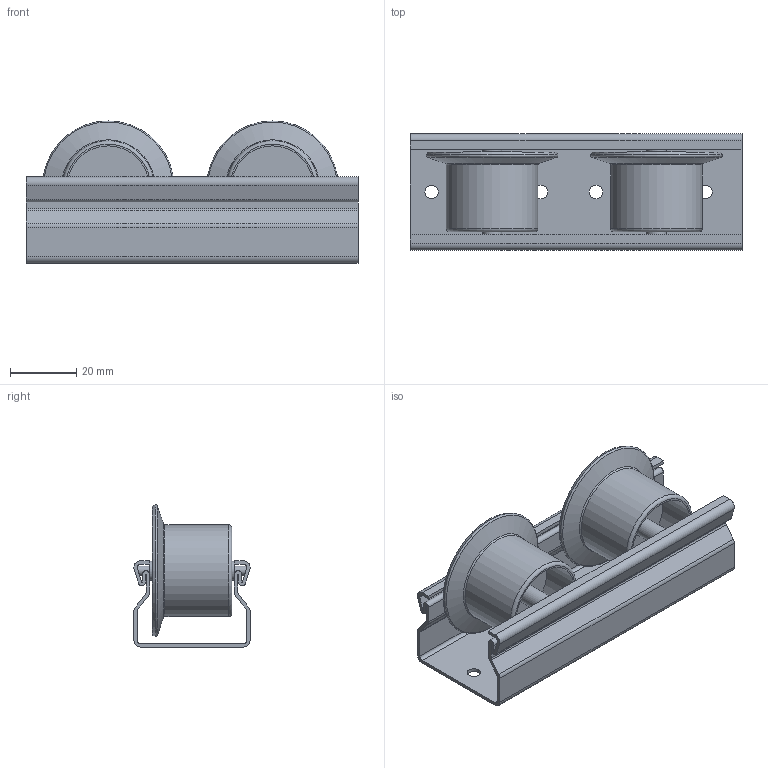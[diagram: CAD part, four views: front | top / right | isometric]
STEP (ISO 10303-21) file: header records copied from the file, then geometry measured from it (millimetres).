
FILE_DESCRIPTION(/* description */ (''),/* implementation_level */ '2;1');
FILE_NAME(/* name */ '700470ESD.stp',/* time_stamp */ '2014-03-15T11:39:23+01:00',/* author */ ('jank'),/* organization */ ('Alutec K&K'),/* preprocessor_version */ 'ST-DEVELOPER v15.2',/* originating_system */ 'Autodesk Inventor 2014',/* authorisation */ '');
FILE_SCHEMA (('AUTOMOTIVE_DESIGN { 1 0 10303 214 3 1 1 }'));
Length unit declared in the file: millimetre
Products named in the file (1): 700470ESD
Bounding box: 100 x 35 x 42.82 mm (x, y, z)
Volume: 20344 mm3; surface area: 36094.3 mm2
Topology: 3 solids, 3 shells, 121 faces, 343 edges, 226 vertices
Faces by surface type: cylinder 61, plane 44, cone 10, torus 6
Full cylindrical faces by diameter (mm): 2.8 x2, 3.2 x2, 4 x6, 5.8 x4, 24.6 x4, 27.6 x2
Entity records: 4313 total; most frequent: CARTESIAN_POINT 1096, DIRECTION 633, ORIENTED_EDGE 602, EDGE_CURVE 301, AXIS2_PLACEMENT_3D 246, VERTEX_POINT 220, EDGE_LOOP 183, LINE 141
